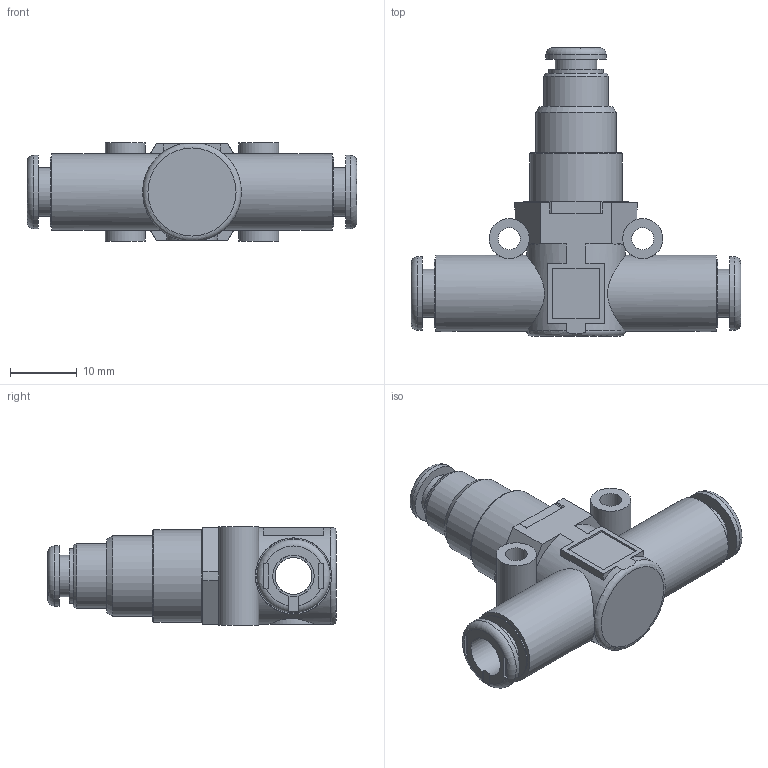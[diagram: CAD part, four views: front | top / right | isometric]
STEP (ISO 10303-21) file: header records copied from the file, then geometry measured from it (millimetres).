
FILE_DESCRIPTION( ( 'STEP AP214' ), ' ' );
FILE_NAME( '9065616.stp', '2017-03-31T09:53:35', ( '' ), ( '' ), ' ', 'PARTsolutions', ' ' );
FILE_SCHEMA( ( 'AUTOMOTIVE_DESIGN { 1 0 10303 214 1 1 1 1 }' ) );
Length unit declared in the file: millimetre
Products named in the file (5): 9065616; _LINE-ON-LINE D6 PNV_L-body; _LINE-ON-LINE D6 VNR-L bushing; _LINE ON LINE D6 plate; _LINE-ON-LINE D4 VNR-L bushing
Assembly tree (5 placements, depth 2):
  9065616
    _LINE-ON-LINE D6 PNV_L-body
    _LINE-ON-LINE D6 VNR-L bushing  x2
    _LINE ON LINE D6 plate
    _LINE-ON-LINE D4 VNR-L bushing
Bounding box: 49.4 x 43.2 x 14.7 mm (x, y, z)
Volume: 6391.5 mm3; surface area: 7395 mm2
Topology: 5 solids, 5 shells, 172 faces, 417 edges, 275 vertices
Faces by surface type: plane 109, cylinder 51, cone 8, torus 4
Full cylindrical faces by diameter (mm): 3.3 x2, 4 x1, 5.53 x2, 6 x3, 6.2 x4, 6.5 x1, 7.2 x4, 7.6 x2, 8.1 x1, 9 x3, 9.6 x2, 9.7 x1, 10.3 x4, 11 x2, 11.4 x2, 11.6 x1, 12 x1, 13.8 x1
Entity records: 5800 total; most frequent: CARTESIAN_POINT 1299, DIRECTION 680, ORIENTED_EDGE 600, EDGE_CURVE 300, AXIS2_PLACEMENT_3D 261, VERTEX_POINT 222, EDGE_LOOP 220, FACE_OUTER_BOUND 179
